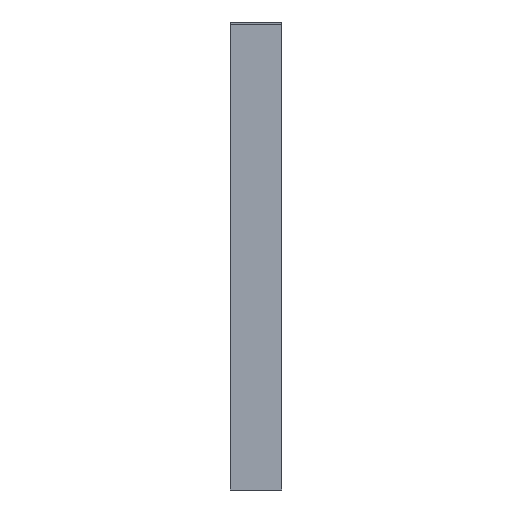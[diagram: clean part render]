
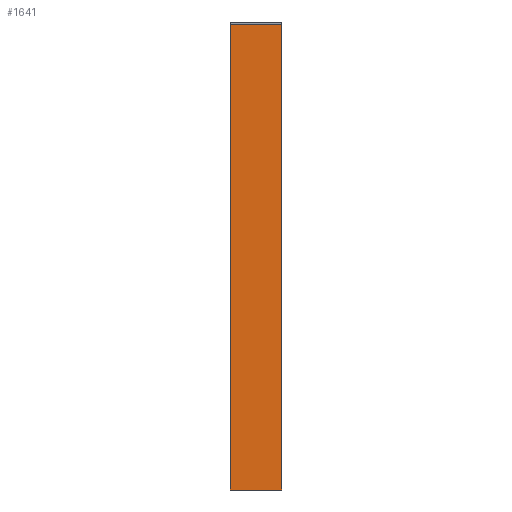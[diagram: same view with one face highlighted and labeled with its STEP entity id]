
A CAD part, left-side view. The second image highlights one B-rep face of the part: STEP entity #1641.
In plain terms, the highlighted planar face has unit normal (-1, 0, 0).
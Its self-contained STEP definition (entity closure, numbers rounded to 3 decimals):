
#59 = VECTOR ( 'NONE', #664, 1000. ) ;
#62 = LINE ( 'NONE', #2065, #59 ) ;
#137 = ORIENTED_EDGE ( 'NONE', *, *, #1036, .F. ) ;
#167 = VECTOR ( 'NONE', #830, 1000. ) ;
#171 = VERTEX_POINT ( 'NONE', #1700 ) ;
#195 = PLANE ( 'NONE',  #954 ) ;
#208 = ORIENTED_EDGE ( 'NONE', *, *, #1926, .F. ) ;
#238 = CARTESIAN_POINT ( 'NONE',  ( 92., 16.5, -298.49 ) ) ;
#281 = LINE ( 'NONE', #1401, #339 ) ;
#306 = ORIENTED_EDGE ( 'NONE', *, *, #1823, .F. ) ;
#311 = DIRECTION ( 'NONE',  ( 0., 0., -1. ) ) ;
#327 = CARTESIAN_POINT ( 'NONE',  ( 92., -16.5, -298.49 ) ) ;
#330 = DIRECTION ( 'NONE',  ( 0., 0., -1. ) ) ;
#339 = VECTOR ( 'NONE', #1312, 1000. ) ;
#445 = EDGE_LOOP ( 'NONE', ( #208, #137, #1593, #306 ) ) ;
#455 = VERTEX_POINT ( 'NONE', #1228 ) ;
#493 = LINE ( 'NONE', #827, #167 ) ;
#664 = DIRECTION ( 'NONE',  ( 0., 1., 0. ) ) ;
#682 = DIRECTION ( 'NONE',  ( 1., 0., 0. ) ) ;
#827 = CARTESIAN_POINT ( 'NONE',  ( 92., 16.5, -0.01 ) ) ;
#830 = DIRECTION ( 'NONE',  ( 0., -1., 0. ) ) ;
#954 = AXIS2_PLACEMENT_3D ( 'NONE', #238, #682, #311 ) ;
#1036 = EDGE_CURVE ( 'NONE', #171, #455, #493, .T. ) ;
#1120 = CARTESIAN_POINT ( 'NONE',  ( 92., 16.5, -300. ) ) ;
#1228 = CARTESIAN_POINT ( 'NONE',  ( 92., -16.5, -0.01 ) ) ;
#1256 = VERTEX_POINT ( 'NONE', #1120 ) ;
#1312 = DIRECTION ( 'NONE',  ( 0., 0., 1. ) ) ;
#1347 = CARTESIAN_POINT ( 'NONE',  ( 92., -16.5, -300. ) ) ;
#1401 = CARTESIAN_POINT ( 'NONE',  ( 92., 16.5, -298.49 ) ) ;
#1556 = FACE_OUTER_BOUND ( 'NONE', #445, .T. ) ;
#1573 = EDGE_CURVE ( 'NONE', #1256, #171, #281, .T. ) ;
#1593 = ORIENTED_EDGE ( 'NONE', *, *, #1573, .F. ) ;
#1641 = ADVANCED_FACE ( 'NONE', ( #1556 ), #195, .F. ) ;
#1700 = CARTESIAN_POINT ( 'NONE',  ( 92., 16.5, -0.01 ) ) ;
#1717 = VERTEX_POINT ( 'NONE', #1347 ) ;
#1798 = VECTOR ( 'NONE', #330, 1000. ) ;
#1823 = EDGE_CURVE ( 'NONE', #1717, #1256, #62, .T. ) ;
#1926 = EDGE_CURVE ( 'NONE', #455, #1717, #2128, .T. ) ;
#2065 = CARTESIAN_POINT ( 'NONE',  ( 92., -18.635, -300. ) ) ;
#2128 = LINE ( 'NONE', #327, #1798 ) ;
